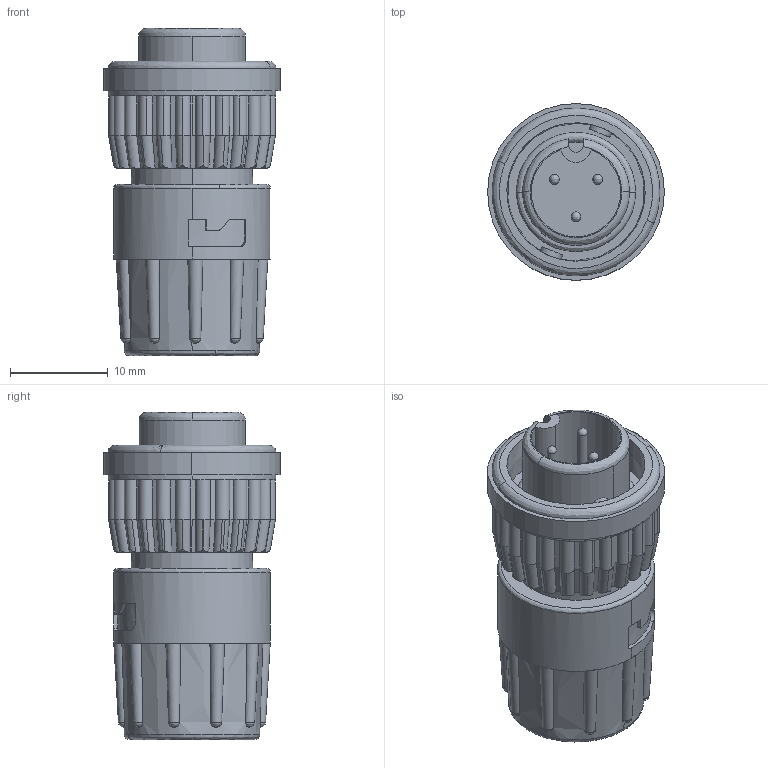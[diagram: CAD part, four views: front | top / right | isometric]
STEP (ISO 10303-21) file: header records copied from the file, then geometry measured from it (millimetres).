
FILE_DESCRIPTION (( 'STEP AP203' ), '1' );
FILE_NAME ('6282-3PG-3XX.STEP', '2017-12-05T22:07:10', ( '' ), ( '' ), 'SwSTEP 2.0', 'SolidWorks 2017', '' );
FILE_SCHEMA (( 'CONFIG_CONTROL_DESIGN' ));
Length unit declared in the file: inch
Products named in the file (1): 6282-3PG-3XX
Bounding box: 18.03 x 18.03 x 33.4 mm (x, y, z)
Volume: 5196.9 mm3; surface area: 3071 mm2
Topology: 1 solids, 1 shells, 320 faces, 923 edges, 611 vertices
Faces by surface type: cylinder 182, plane 70, bspline 61, cone 7
Entity records: 15867 total; most frequent: CARTESIAN_POINT 8536, ORIENTED_EDGE 1834, DIRECTION 1225, EDGE_CURVE 917, VERTEX_POINT 611, AXIS2_PLACEMENT_3D 496, EDGE_LOOP 332, FACE_OUTER_BOUND 320
